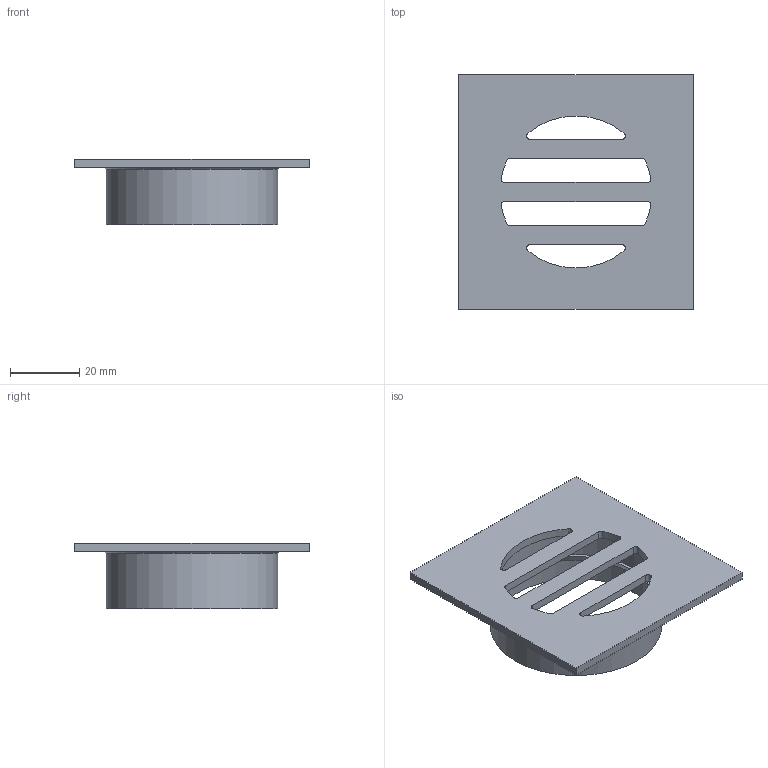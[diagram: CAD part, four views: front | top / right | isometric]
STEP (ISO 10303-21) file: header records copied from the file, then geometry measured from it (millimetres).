
FILE_DESCRIPTION(/* description */ (''),/* implementation_level */ '2;1');
FILE_NAME(/* name */ '61048-01（地漏）.stp',/* time_stamp */ '2023-05-31T13:38:25+08:00',/* author */ (''),/* organization */ (''),/* preprocessor_version */ 'ST-DEVELOPER v16',/* originating_system */ 'SIEMENS PLM Software NX 10.0',/* authorisation */ '');
FILE_SCHEMA (('AP203_CONFIGURATION_CONTROLLED_3D_DESIGN_OF_MECHANICAL_PARTS_AND_ASSEMBLIES_MIM_LF { 1 0 10303 403 2 1 2}'));
Length unit declared in the file: millimetre
Products named in the file (1): Dell5FD80C58i1fv
Bounding box: 68 x 68 x 19 mm (x, y, z)
Volume: 11950 mm3; surface area: 14105.2 mm2
Topology: 1 solids, 1 shells, 38 faces, 97 edges, 64 vertices
Faces by surface type: cylinder 21, plane 15, cone 2
Full cylindrical faces by diameter (mm): 47.5 x2, 49.7 x1
Entity records: 1252 total; most frequent: DIRECTION 214, CARTESIAN_POINT 195, ORIENTED_EDGE 184, EDGE_CURVE 92, AXIS2_PLACEMENT_3D 83, VERTEX_POINT 64, EDGE_LOOP 54, LINE 48
